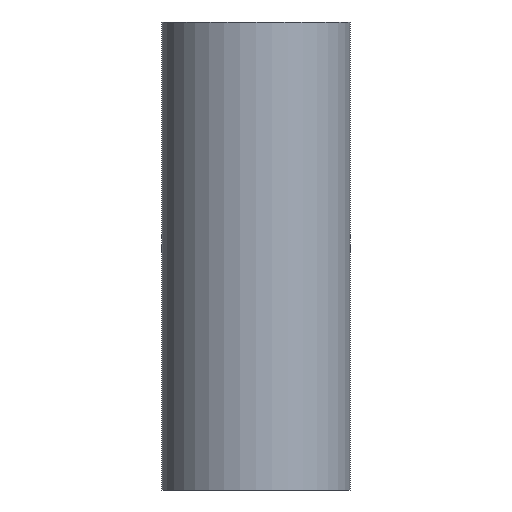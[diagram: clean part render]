
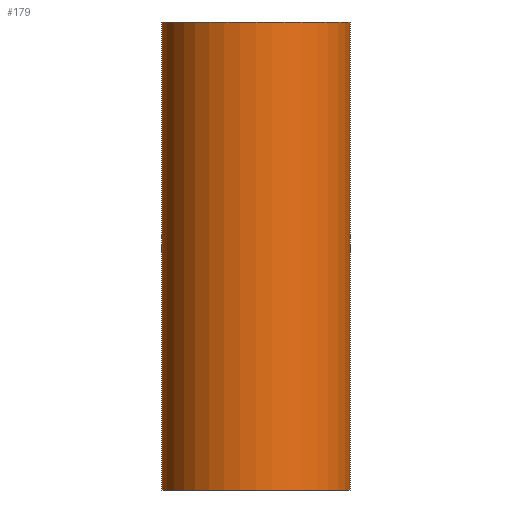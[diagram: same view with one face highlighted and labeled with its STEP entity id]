
A CAD part, front view. The second image highlights one B-rep face of the part: STEP entity #179.
In plain terms, the highlighted cylindrical face has radius 24.15 mm (diameter 48.3 mm), a partial arc.
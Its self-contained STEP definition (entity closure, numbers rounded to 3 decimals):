
#53 = EDGE_CURVE ( 'NONE', #120, #55, #272, .T. ) ;
#55 = VERTEX_POINT ( 'NONE', #268 ) ;
#66 = EDGE_CURVE ( 'NONE', #118, #55, #262, .T. ) ;
#67 = ORIENTED_EDGE ( 'NONE', *, *, #66, .F. ) ;
#76 = ORIENTED_EDGE ( 'NONE', *, *, #53, .T. ) ;
#77 = EDGE_LOOP ( 'NONE', ( #79, #81, #76, #67 ) ) ;
#79 = ORIENTED_EDGE ( 'NONE', *, *, #117, .F. ) ;
#81 = ORIENTED_EDGE ( 'NONE', *, *, #132, .T. ) ;
#117 = EDGE_CURVE ( 'NONE', #119, #118, #155, .T. ) ;
#118 = VERTEX_POINT ( 'NONE', #159 ) ;
#119 = VERTEX_POINT ( 'NONE', #161 ) ;
#120 = VERTEX_POINT ( 'NONE', #160 ) ;
#132 = EDGE_CURVE ( 'NONE', #119, #120, #361, .T. ) ;
#152 = DIRECTION ( 'NONE',  ( 0., 0., 1. ) ) ;
#153 = VECTOR ( 'NONE', #152, 1000. ) ;
#154 = CARTESIAN_POINT ( 'NONE',  ( -24.15, 0., 0. ) ) ;
#155 = LINE ( 'NONE', #154, #153 ) ;
#159 = CARTESIAN_POINT ( 'NONE',  ( -24.15, 0., 0. ) ) ;
#160 = CARTESIAN_POINT ( 'NONE',  ( 24.15, 0., -120. ) ) ;
#161 = CARTESIAN_POINT ( 'NONE',  ( -24.15, 0., -120. ) ) ;
#179 = ADVANCED_FACE ( 'NONE', ( #390 ), #389, .T. ) ;
#262 = CIRCLE ( 'NONE', #300, 24.15 ) ;
#268 = CARTESIAN_POINT ( 'NONE',  ( 24.15, 0., 0. ) ) ;
#269 = DIRECTION ( 'NONE',  ( 0., 0., 1. ) ) ;
#270 = VECTOR ( 'NONE', #269, 1000. ) ;
#271 = CARTESIAN_POINT ( 'NONE',  ( 24.15, 0., 0. ) ) ;
#272 = LINE ( 'NONE', #271, #270 ) ;
#297 = DIRECTION ( 'NONE',  ( 1., 0., 0. ) ) ;
#298 = DIRECTION ( 'NONE',  ( 0., 0., 1. ) ) ;
#299 = CARTESIAN_POINT ( 'NONE',  ( 0., 0., 0. ) ) ;
#300 = AXIS2_PLACEMENT_3D ( 'NONE', #299, #298, #297 ) ;
#361 = CIRCLE ( 'NONE', #367, 24.15 ) ;
#362 = CARTESIAN_POINT ( 'NONE',  ( 0., 0., -120. ) ) ;
#367 = AXIS2_PLACEMENT_3D ( 'NONE', #362, #370, #369 ) ;
#369 = DIRECTION ( 'NONE',  ( 1., 0., 0. ) ) ;
#370 = DIRECTION ( 'NONE',  ( 0., 0., 1. ) ) ;
#383 = DIRECTION ( 'NONE',  ( 1., 0., 0. ) ) ;
#384 = DIRECTION ( 'NONE',  ( 0., 0., 1. ) ) ;
#385 = CARTESIAN_POINT ( 'NONE',  ( 0., 0., 0. ) ) ;
#386 = AXIS2_PLACEMENT_3D ( 'NONE', #385, #384, #383 ) ;
#389 = CYLINDRICAL_SURFACE ( 'NONE', #386, 24.15 ) ;
#390 = FACE_OUTER_BOUND ( 'NONE', #77, .T. ) ;
